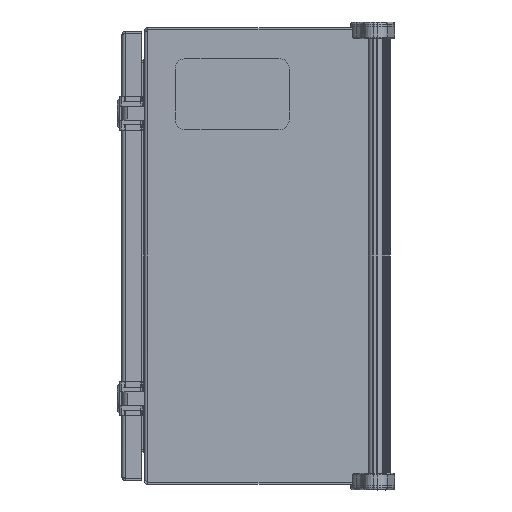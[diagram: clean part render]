
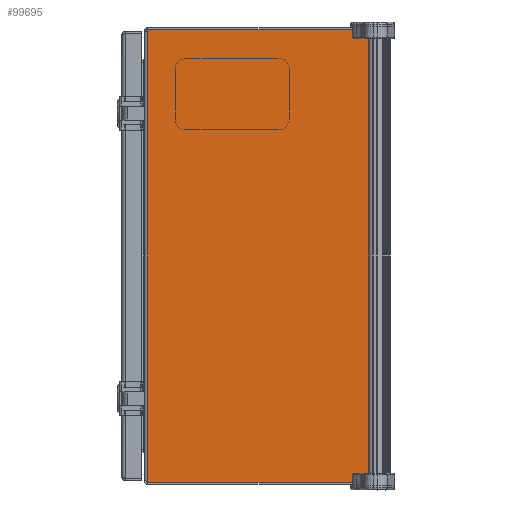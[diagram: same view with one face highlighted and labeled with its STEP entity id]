
A CAD part, left-side view. The second image highlights one B-rep face of the part: STEP entity #99695.
In plain terms, the highlighted planar face has unit normal (-1, 0, 0).
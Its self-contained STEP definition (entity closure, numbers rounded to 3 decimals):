
#616 = ORIENTED_EDGE ( 'NONE', *, *, #99681, .T. ) ;
#1018 = ORIENTED_EDGE ( 'NONE', *, *, #94878, .T. ) ;
#4178 = LINE ( 'NONE', #98316, #26041 ) ;
#4693 = PLANE ( 'NONE',  #24427 ) ;
#7552 = EDGE_CURVE ( 'NONE', #41711, #95411, #34398, .T. ) ;
#10865 = DIRECTION ( 'NONE',  ( 0., 0., -1. ) ) ;
#11378 = DIRECTION ( 'NONE',  ( 0., 0., -1. ) ) ;
#24427 = AXIS2_PLACEMENT_3D ( 'NONE', #80969, #74789, #10865 ) ;
#26041 = VECTOR ( 'NONE', #11378, 1000. ) ;
#34398 = LINE ( 'NONE', #57440, #93251 ) ;
#39438 = DIRECTION ( 'NONE',  ( 0., -1., 0. ) ) ;
#39900 = DIRECTION ( 'NONE',  ( 0., 0., 1. ) ) ;
#40960 = LINE ( 'NONE', #72168, #66825 ) ;
#41016 = ORIENTED_EDGE ( 'NONE', *, *, #7552, .T. ) ;
#41711 = VERTEX_POINT ( 'NONE', #98112 ) ;
#44812 = CARTESIAN_POINT ( 'NONE',  ( -254., 201.14, 91.698 ) ) ;
#47932 = EDGE_CURVE ( 'NONE', #73103, #75623, #40960, .T. ) ;
#53732 = CARTESIAN_POINT ( 'NONE',  ( -254., -201.14, -108.416 ) ) ;
#57440 = CARTESIAN_POINT ( 'NONE',  ( -254., 1405.426, -105.33 ) ) ;
#57940 = DIRECTION ( 'NONE',  ( 0., -1., 0. ) ) ;
#66825 = VECTOR ( 'NONE', #39438, 1000. ) ;
#68090 = ORIENTED_EDGE ( 'NONE', *, *, #47932, .F. ) ;
#69940 = CARTESIAN_POINT ( 'NONE',  ( -254., -201.14, -105.33 ) ) ;
#72168 = CARTESIAN_POINT ( 'NONE',  ( -254., -201.14, 91.698 ) ) ;
#73103 = VERTEX_POINT ( 'NONE', #44812 ) ;
#74789 = DIRECTION ( 'NONE',  ( 1., 0., 0. ) ) ;
#75623 = VERTEX_POINT ( 'NONE', #92193 ) ;
#79481 = VECTOR ( 'NONE', #39900, 1000. ) ;
#80969 = CARTESIAN_POINT ( 'NONE',  ( -254., 1405.426, -108.416 ) ) ;
#83934 = EDGE_LOOP ( 'NONE', ( #68090, #616, #41016, #1018 ) ) ;
#92193 = CARTESIAN_POINT ( 'NONE',  ( -254., -201.14, 91.698 ) ) ;
#93251 = VECTOR ( 'NONE', #57940, 1000. ) ;
#94878 = EDGE_CURVE ( 'NONE', #95411, #75623, #100301, .T. ) ;
#95411 = VERTEX_POINT ( 'NONE', #69940 ) ;
#98112 = CARTESIAN_POINT ( 'NONE',  ( -254., 201.14, -105.33 ) ) ;
#98316 = CARTESIAN_POINT ( 'NONE',  ( -254., 201.14, -108.416 ) ) ;
#98812 = FACE_OUTER_BOUND ( 'NONE', #83934, .T. ) ;
#99681 = EDGE_CURVE ( 'NONE', #73103, #41711, #4178, .T. ) ;
#99695 = ADVANCED_FACE ( 'NONE', ( #98812 ), #4693, .F. ) ;
#100301 = LINE ( 'NONE', #53732, #79481 ) ;
